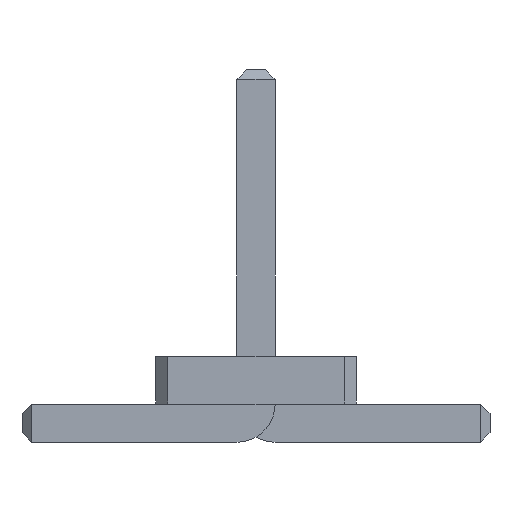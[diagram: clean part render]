
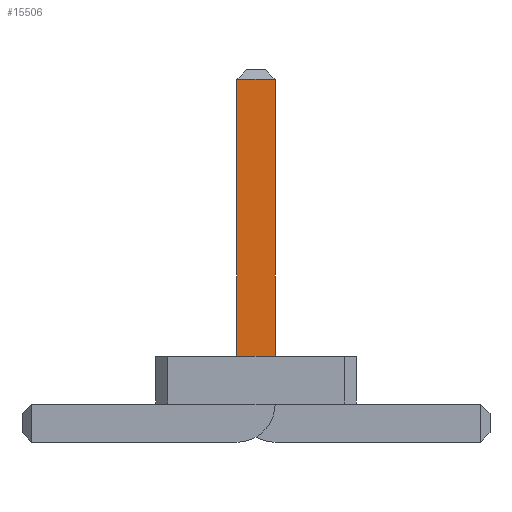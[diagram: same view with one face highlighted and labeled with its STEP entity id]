
A CAD part, front view. The second image highlights one B-rep face of the part: STEP entity #15506.
In plain terms, the highlighted planar face has unit normal (0, -1, 0).
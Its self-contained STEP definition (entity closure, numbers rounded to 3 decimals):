
#5784 = VERTEX_POINT('',#5785);
#5785 = CARTESIAN_POINT('',(-0.2,-19.885,0.9));
#5791 = EDGE_CURVE('',#5784,#5792,#5794,.T.);
#5792 = VERTEX_POINT('',#5793);
#5793 = CARTESIAN_POINT('',(0.2,-19.885,0.9));
#5794 = LINE('',#5795,#5796);
#5795 = CARTESIAN_POINT('',(-0.362,-19.885,0.9));
#5796 = VECTOR('',#5797,1.);
#5797 = DIRECTION('',(1.,0.,0.));
#15440 = VERTEX_POINT('',#15441);
#15441 = CARTESIAN_POINT('',(-0.2,-19.885,3.8));
#15447 = EDGE_CURVE('',#15440,#5784,#15448,.T.);
#15448 = LINE('',#15449,#15450);
#15449 = CARTESIAN_POINT('',(-0.2,-19.885,3.9));
#15450 = VECTOR('',#15451,1.);
#15451 = DIRECTION('',(0.,0.,-1.));
#15488 = EDGE_CURVE('',#5792,#15489,#15491,.T.);
#15489 = VERTEX_POINT('',#15490);
#15490 = CARTESIAN_POINT('',(0.2,-19.885,3.8));
#15491 = LINE('',#15492,#15493);
#15492 = CARTESIAN_POINT('',(0.2,-19.885,0.));
#15493 = VECTOR('',#15494,1.);
#15494 = DIRECTION('',(0.,0.,1.));
#15506 = ADVANCED_FACE('',(#15507),#15518,.F.);
#15507 = FACE_BOUND('',#15508,.F.);
#15508 = EDGE_LOOP('',(#15509,#15510,#15511,#15512));
#15509 = ORIENTED_EDGE('',*,*,#15488,.F.);
#15510 = ORIENTED_EDGE('',*,*,#5791,.F.);
#15511 = ORIENTED_EDGE('',*,*,#15447,.F.);
#15512 = ORIENTED_EDGE('',*,*,#15513,.F.);
#15513 = EDGE_CURVE('',#15489,#15440,#15514,.T.);
#15514 = LINE('',#15515,#15516);
#15515 = CARTESIAN_POINT('',(0.2,-19.885,3.8));
#15516 = VECTOR('',#15517,1.);
#15517 = DIRECTION('',(-1.,0.,0.));
#15518 = PLANE('',#15519);
#15519 = AXIS2_PLACEMENT_3D('',#15520,#15521,#15522);
#15520 = CARTESIAN_POINT('',(0.2,-19.885,3.9));
#15521 = DIRECTION('',(0.,1.,0.));
#15522 = DIRECTION('',(0.,0.,1.));
